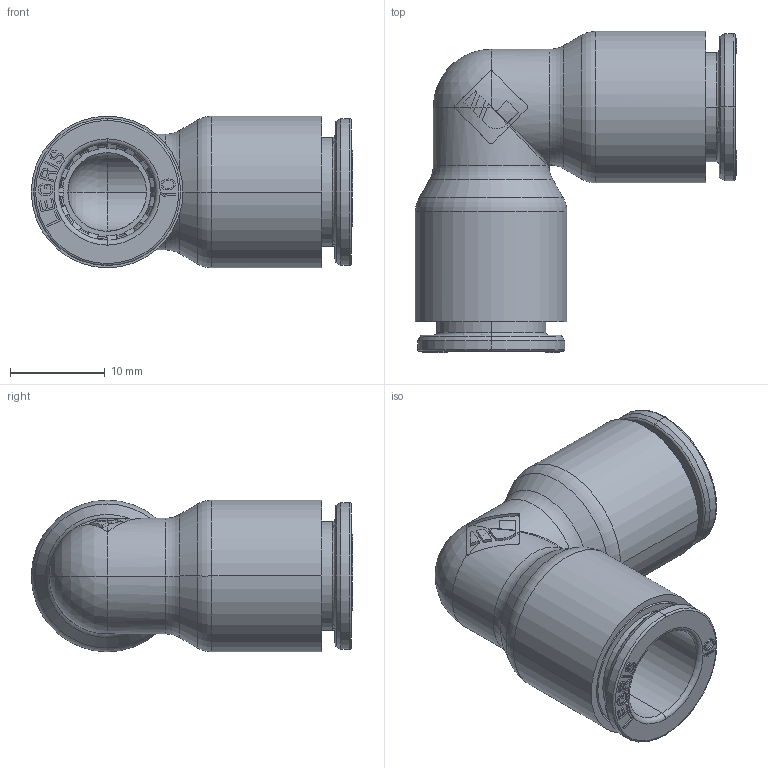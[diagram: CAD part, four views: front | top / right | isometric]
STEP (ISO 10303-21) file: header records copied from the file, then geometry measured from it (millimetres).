
FILE_DESCRIPTION(('STEP AP214'),'1');
FILE_NAME('6802_10_00.stp','2016-07-07T14:39:27',('TraceParts'),('TraceParts S.A.'),'Spatial InterOp 3D',' ',' ');
FILE_SCHEMA(('automotive_design'));
Length unit declared in the file: millimetre
Products named in the file (11): V802-10-00_ASM|Next assembly relationship#44110-19_ASM|Next assembly relationship#44110-32;44110-32; V802-10-00_ASM|Next assembly relationship#44110-19_ASM|Next assembly relationship#44110;44110; V802-10-00_ASM|Next assembly relationship#44110-19_ASM|Next assembly relationship#44110-30;44110-30; V802-10-00_ASM|Next assembly relationship#44110-19_ASM|Next assembly relationship#44110-40;44110-40; V802-10-00_ASM|Next assembly relationship#44520-02;44520-02; V802-10-00_ASM|Next assembly relationship#44110-11-10-ASM;44110-11-10-ASM
Bounding box: 33.9 x 33.9 x 16 mm (x, y, z)
Volume: 4341.6 mm3; surface area: 8758 mm2
Topology: 11 solids, 11 shells, 1339 faces, 3386 edges, 2105 vertices
Faces by surface type: plane 550, cylinder 227, torus 198, bspline 187, cone 168, sphere 9
Entity records: 47124 total; most frequent: CARTESIAN_POINT 15697, ORIENTED_EDGE 6764, DIRECTION 6133, EDGE_CURVE 3382, AXIS2_PLACEMENT_3D 2114, VERTEX_POINT 2105, LINE 1905, VECTOR 1905
